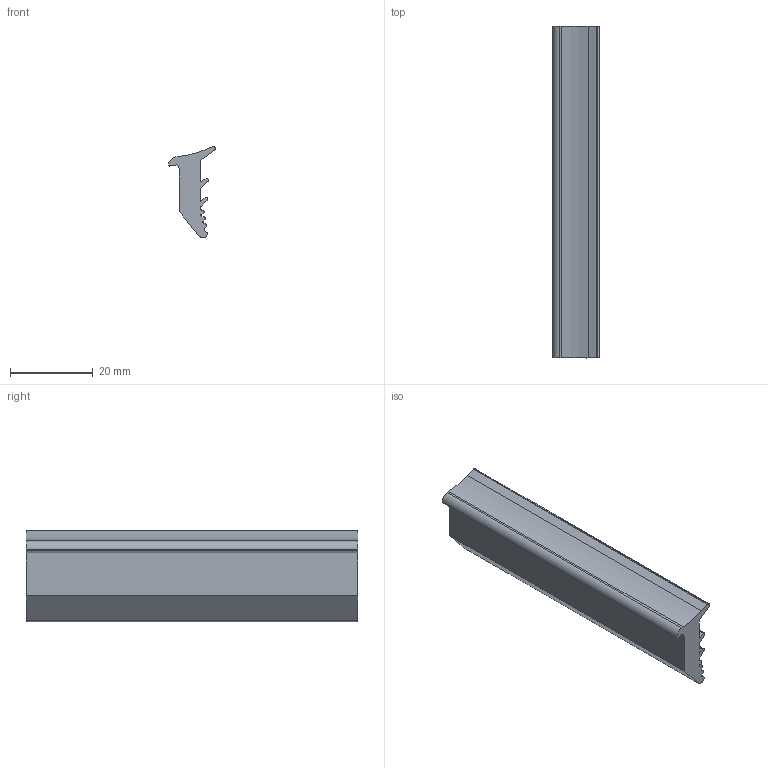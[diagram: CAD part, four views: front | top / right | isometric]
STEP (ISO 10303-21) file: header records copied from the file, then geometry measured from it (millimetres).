
FILE_DESCRIPTION (( 'STEP AP214' ), '1' );
FILE_NAME ('A000277-V.step', '2020-03-12T15:11:22', ( '' ), ( '' ), 'SwSTEP 2.0', 'SolidWorks 2010', '' );
FILE_SCHEMA (( 'AUTOMOTIVE_DESIGN' ));
Length unit declared in the file: millimetre
Products named in the file (1): A000277-V
Bounding box: 11.29 x 80 x 21.97 mm (x, y, z)
Volume: 8528.5 mm3; surface area: 5783.2 mm2
Topology: 1 solids, 1 shells, 45 faces, 129 edges, 86 vertices
Faces by surface type: plane 24, cylinder 21
Entity records: 2018 total; most frequent: CARTESIAN_POINT 273, DIRECTION 259, ORIENTED_EDGE 258, EDGE_CURVE 129, AXIS2_PLACEMENT_3D 88, VERTEX_POINT 86, VECTOR 83, LINE 83
